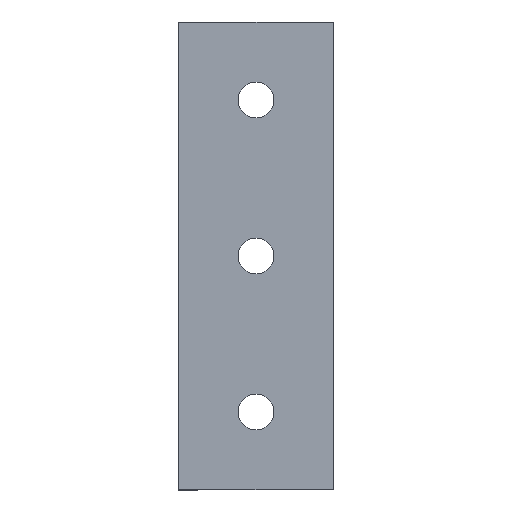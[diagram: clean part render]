
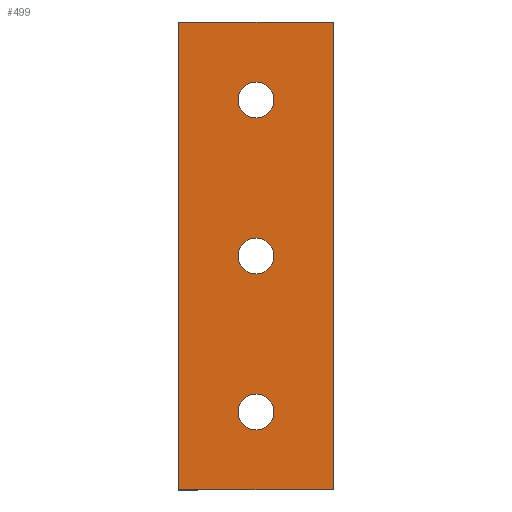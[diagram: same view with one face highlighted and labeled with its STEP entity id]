
A CAD part, top view. The second image highlights one B-rep face of the part: STEP entity #499.
In plain terms, the highlighted planar face has unit normal (0, 0, 1).
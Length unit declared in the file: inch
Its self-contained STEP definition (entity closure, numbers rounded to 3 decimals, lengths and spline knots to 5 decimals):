
#137=CARTESIAN_POINT('',(0.,-0.17188,0.25));
#138=VERTEX_POINT('',#137);
#154=CARTESIAN_POINT('',(0.,0.17188,0.25));
#155=VERTEX_POINT('',#154);
#162=CARTESIAN_POINT('',(0.,0.0,0.25));
#163=DIRECTION('',(0.0,0.0,-1.0));
#164=DIRECTION('',(0.0,-1.0,0.0));
#165=AXIS2_PLACEMENT_3D('',#162,#163,#164);
#166=CIRCLE('',#165,0.17188);
#167=EDGE_CURVE('',#138,#155,#166,.T.);
#179=CARTESIAN_POINT('',(0.,1.32813,0.25));
#180=VERTEX_POINT('',#179);
#196=CARTESIAN_POINT('',(0.,1.67188,0.25));
#197=VERTEX_POINT('',#196);
#204=CARTESIAN_POINT('',(0.,1.5,0.25));
#205=DIRECTION('',(0.0,0.0,-1.0));
#206=DIRECTION('',(0.0,-1.0,0.0));
#207=AXIS2_PLACEMENT_3D('',#204,#205,#206);
#208=CIRCLE('',#207,0.17188);
#209=EDGE_CURVE('',#180,#197,#208,.T.);
#221=CARTESIAN_POINT('',(0.,2.82813,0.25));
#222=VERTEX_POINT('',#221);
#238=CARTESIAN_POINT('',(0.,3.17188,0.25));
#239=VERTEX_POINT('',#238);
#246=CARTESIAN_POINT('',(0.,3.0,0.25));
#247=DIRECTION('',(0.0,0.0,-1.0));
#248=DIRECTION('',(0.0,-1.0,0.0));
#249=AXIS2_PLACEMENT_3D('',#246,#247,#248);
#250=CIRCLE('',#249,0.17188);
#251=EDGE_CURVE('',#222,#239,#250,.T.);
#262=CARTESIAN_POINT('',(0.,3.0,0.25));
#263=DIRECTION('',(0.0,0.0,-1.0));
#264=DIRECTION('',(0.0,-1.0,0.0));
#265=AXIS2_PLACEMENT_3D('',#262,#263,#264);
#266=CIRCLE('',#265,0.17188);
#267=EDGE_CURVE('',#239,#222,#266,.T.);
#286=CARTESIAN_POINT('',(0.,1.5,0.25));
#287=DIRECTION('',(0.0,0.0,-1.0));
#288=DIRECTION('',(0.0,-1.0,0.0));
#289=AXIS2_PLACEMENT_3D('',#286,#287,#288);
#290=CIRCLE('',#289,0.17188);
#291=EDGE_CURVE('',#197,#180,#290,.T.);
#310=CARTESIAN_POINT('',(0.,0.0,0.25));
#311=DIRECTION('',(0.0,0.0,-1.0));
#312=DIRECTION('',(0.0,-1.0,0.0));
#313=AXIS2_PLACEMENT_3D('',#310,#311,#312);
#314=CIRCLE('',#313,0.17188);
#315=EDGE_CURVE('',#155,#138,#314,.T.);
#333=CARTESIAN_POINT('',(0.745,3.75,0.25));
#334=VERTEX_POINT('',#333);
#335=CARTESIAN_POINT('',(0.745,-0.75,0.25));
#336=VERTEX_POINT('',#335);
#337=CARTESIAN_POINT('',(0.745,3.75,0.25));
#338=DIRECTION('',(0.0,-1.0,0.0));
#339=VECTOR('',#338,4.5);
#340=LINE('',#337,#339);
#341=EDGE_CURVE('',#334,#336,#340,.T.);
#373=CARTESIAN_POINT('',(-0.745,-0.75,0.25));
#374=VERTEX_POINT('',#373);
#375=CARTESIAN_POINT('',(0.745,-0.75,0.25));
#376=DIRECTION('',(-1.0,0.0,0.0));
#377=VECTOR('',#376,1.49);
#378=LINE('',#375,#377);
#379=EDGE_CURVE('',#336,#374,#378,.T.);
#404=CARTESIAN_POINT('',(-0.745,3.75,0.25));
#405=VERTEX_POINT('',#404);
#406=CARTESIAN_POINT('',(-0.745,-0.75,0.25));
#407=DIRECTION('',(0.0,1.0,0.0));
#408=VECTOR('',#407,4.5);
#409=LINE('',#406,#408);
#410=EDGE_CURVE('',#374,#405,#409,.T.);
#435=CARTESIAN_POINT('',(-0.745,3.75,0.25));
#436=DIRECTION('',(1.0,0.0,0.0));
#437=VECTOR('',#436,1.49);
#438=LINE('',#435,#437);
#439=EDGE_CURVE('',#405,#334,#438,.T.);
#476=CARTESIAN_POINT('',(0.745,3.75,0.25));
#477=DIRECTION('',(0.0,0.0,-1.0));
#478=DIRECTION('',(0.0,1.0,0.0));
#479=AXIS2_PLACEMENT_3D('',#476,#477,#478);
#480=PLANE('',#479);
#481=ORIENTED_EDGE('',*,*,#341,.F.);
#482=ORIENTED_EDGE('',*,*,#439,.F.);
#483=ORIENTED_EDGE('',*,*,#410,.F.);
#484=ORIENTED_EDGE('',*,*,#379,.F.);
#485=EDGE_LOOP('',(#481,#482,#483,#484));
#486=FACE_OUTER_BOUND('',#485,.T.);
#487=ORIENTED_EDGE('',*,*,#251,.T.);
#488=ORIENTED_EDGE('',*,*,#267,.T.);
#489=EDGE_LOOP('',(#487,#488));
#490=FACE_BOUND('',#489,.T.);
#491=ORIENTED_EDGE('',*,*,#209,.T.);
#492=ORIENTED_EDGE('',*,*,#291,.T.);
#493=EDGE_LOOP('',(#491,#492));
#494=FACE_BOUND('',#493,.T.);
#495=ORIENTED_EDGE('',*,*,#167,.T.);
#496=ORIENTED_EDGE('',*,*,#315,.T.);
#497=EDGE_LOOP('',(#495,#496));
#498=FACE_BOUND('',#497,.T.);
#499=ADVANCED_FACE('',(#486,#490,#494,#498),#480,.F.);
